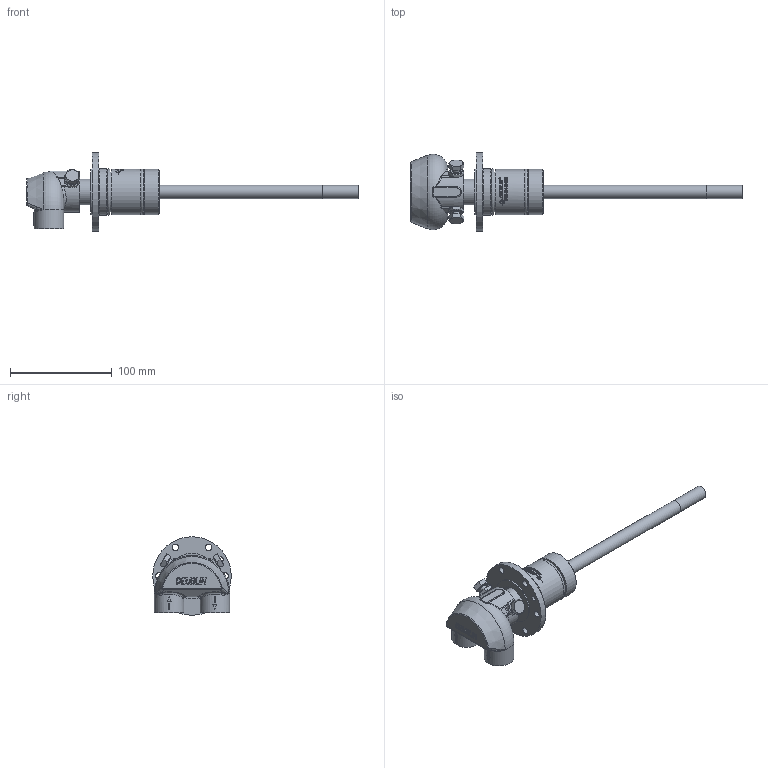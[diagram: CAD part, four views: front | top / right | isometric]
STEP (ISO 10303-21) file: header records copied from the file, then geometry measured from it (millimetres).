
FILE_DESCRIPTION(/* description */ (''),/* implementation_level */ '2;1');
FILE_NAME(/* name */ '2420-004-144446-IC.stp',/* time_stamp */ '2020-05-19T09:15:39-05:00',/* author */ ('Moorera'),/* organization */ (''),/* preprocessor_version */ 'ST-DEVELOPER v18.1',/* originating_system */ 'Autodesk Inventor 2020',/* authorisation */ '');
FILE_SCHEMA (('AUTOMOTIVE_DESIGN { 1 0 10303 214 3 1 1 }'));
Length unit declared in the file: millimetre
Products named in the file (1): 2420-004-144446-IC
Bounding box: 326 x 77 x 77 mm (x, y, z)
Volume: 220306.5 mm3; surface area: 68478 mm2
Topology: 3 solids, 3 shells, 675 faces, 1748 edges, 1155 vertices
Faces by surface type: plane 360, bspline 158, cylinder 110, cone 33, torus 12, sphere 2
Full cylindrical faces by diameter (mm): 2.48 x2, 4.917 x2, 6.5 x6, 7.323 x2, 11 x1, 11.4 x2, 12.905 x1, 13 x1, 16.8 x1, 17.45 x1, 17.5 x2, 18.631 x2, 21.98 x1, 25.36 x1, 29 x2, 29.2 x1, 39.8 x3, 40 x1, 40.2 x2, 44.8 x2, 45 x1, 46 x1, 77 x1
Entity records: 26312 total; most frequent: CARTESIAN_POINT 10046, ORIENTED_EDGE 3496, DIRECTION 2944, EDGE_CURVE 1748, VERTEX_POINT 1155, AXIS2_PLACEMENT_3D 1082, LINE 780, VECTOR 780
